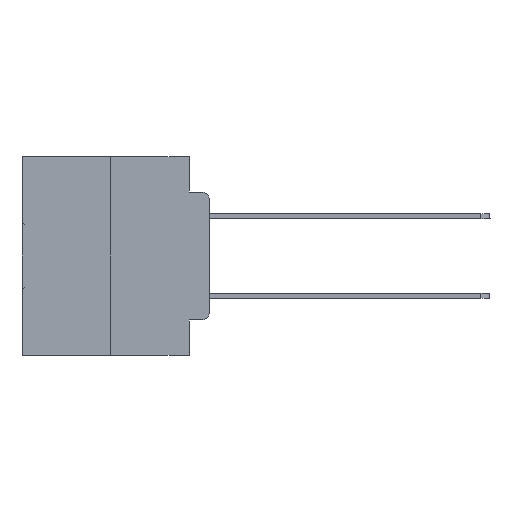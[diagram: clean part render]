
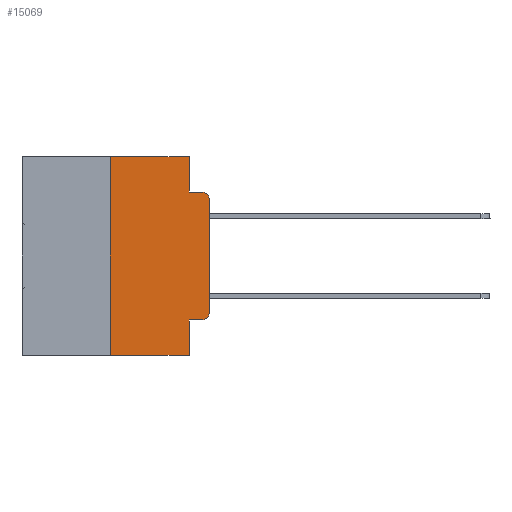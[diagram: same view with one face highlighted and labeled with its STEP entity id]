
A CAD part, left-side view. The second image highlights one B-rep face of the part: STEP entity #15069.
In plain terms, the highlighted planar face has unit normal (-1, 0, 0).
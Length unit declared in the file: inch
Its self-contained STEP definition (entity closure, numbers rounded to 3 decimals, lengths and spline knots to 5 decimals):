
#377 = EDGE_CURVE ( 'NONE', #27806, #15311, #26928, .T. ) ;
#1913 = EDGE_CURVE ( 'NONE', #23667, #16067, #4855, .T. ) ;
#2177 = CARTESIAN_POINT ( 'NONE',  ( 0., 0.051, 0. ) ) ;
#2317 = EDGE_CURVE ( 'NONE', #6938, #23667, #4431, .T. ) ;
#2799 = EDGE_CURVE ( 'NONE', #16067, #29295, #16007, .T. ) ;
#2828 = CARTESIAN_POINT ( 'NONE',  ( 0., 0.473, 0. ) ) ;
#3786 = VECTOR ( 'NONE', #22534, 39.37008 ) ;
#4201 = CARTESIAN_POINT ( 'NONE',  ( 0., 0.473, -0.5 ) ) ;
#4368 = ORIENTED_EDGE ( 'NONE', *, *, #377, .F. ) ;
#4431 = CIRCLE ( 'NONE', #9833, 0.02 ) ;
#4828 = CARTESIAN_POINT ( 'NONE',  ( 0., 0., -0.1085 ) ) ;
#4855 = LINE ( 'NONE', #8308, #8064 ) ;
#4923 = ORIENTED_EDGE ( 'NONE', *, *, #32492, .T. ) ;
#6336 = EDGE_LOOP ( 'NONE', ( #25450, #26259, #31674, #21975, #12097, #8458, #4923, #4368, #18581, #28511 ) ) ;
#6440 = FACE_OUTER_BOUND ( 'NONE', #6336, .T. ) ;
#6938 = VERTEX_POINT ( 'NONE', #15246 ) ;
#8064 = VECTOR ( 'NONE', #28533, 39.37008 ) ;
#8308 = CARTESIAN_POINT ( 'NONE',  ( 0., 0., 0. ) ) ;
#8394 = VERTEX_POINT ( 'NONE', #27857 ) ;
#8458 = ORIENTED_EDGE ( 'NONE', *, *, #17175, .F. ) ;
#8520 = DIRECTION ( 'NONE',  ( 0., 0., -1. ) ) ;
#8874 = DIRECTION ( 'NONE',  ( 0., -1., 0. ) ) ;
#9165 = EDGE_CURVE ( 'NONE', #27806, #6938, #14489, .T. ) ;
#9700 = DIRECTION ( 'NONE',  ( 0., -1., 0. ) ) ;
#9833 = AXIS2_PLACEMENT_3D ( 'NONE', #22988, #28227, #17989 ) ;
#10185 = CARTESIAN_POINT ( 'NONE',  ( 0., 0.051, -0.0885 ) ) ;
#10434 = CARTESIAN_POINT ( 'NONE',  ( 0., 0., -0.3915 ) ) ;
#10591 = LINE ( 'NONE', #11402, #23400 ) ;
#11402 = CARTESIAN_POINT ( 'NONE',  ( 0., 0.051, 0. ) ) ;
#12097 = ORIENTED_EDGE ( 'NONE', *, *, #31143, .F. ) ;
#12146 = CARTESIAN_POINT ( 'NONE',  ( 0., 0.25, 0. ) ) ;
#13325 = VECTOR ( 'NONE', #8520, 39.37008 ) ;
#13540 = VECTOR ( 'NONE', #9700, 39.37008 ) ;
#14011 = DIRECTION ( 'NONE',  ( 1., 0., 0. ) ) ;
#14121 = VECTOR ( 'NONE', #8874, 39.37008 ) ;
#14489 = LINE ( 'NONE', #16819, #18536 ) ;
#14792 = CARTESIAN_POINT ( 'NONE',  ( 0., 0.02, -0.1085 ) ) ;
#15069 = ADVANCED_FACE ( 'NONE', ( #6440 ), #27026, .F. ) ;
#15246 = CARTESIAN_POINT ( 'NONE',  ( 0., 0.02, -0.4115 ) ) ;
#15311 = VERTEX_POINT ( 'NONE', #25814 ) ;
#16007 = CIRCLE ( 'NONE', #18723, 0.02 ) ;
#16067 = VERTEX_POINT ( 'NONE', #4828 ) ;
#16699 = DIRECTION ( 'NONE',  ( 0., 0., -1. ) ) ;
#16819 = CARTESIAN_POINT ( 'NONE',  ( 0., 0.051, -0.4115 ) ) ;
#17175 = EDGE_CURVE ( 'NONE', #8394, #26933, #30198, .T. ) ;
#17989 = DIRECTION ( 'NONE',  ( 0., 0., -1. ) ) ;
#18536 = VECTOR ( 'NONE', #32214, 39.37008 ) ;
#18581 = ORIENTED_EDGE ( 'NONE', *, *, #9165, .T. ) ;
#18723 = AXIS2_PLACEMENT_3D ( 'NONE', #14792, #30222, #32801 ) ;
#20388 = VECTOR ( 'NONE', #29707, 39.37008 ) ;
#21943 = DIRECTION ( 'NONE',  ( 0., 0., -1. ) ) ;
#21975 = ORIENTED_EDGE ( 'NONE', *, *, #29840, .F. ) ;
#22534 = DIRECTION ( 'NONE',  ( 0., 0., 1. ) ) ;
#22774 = AXIS2_PLACEMENT_3D ( 'NONE', #2828, #14011, #21943 ) ;
#22988 = CARTESIAN_POINT ( 'NONE',  ( 0., 0.02, -0.3915 ) ) ;
#23389 = CARTESIAN_POINT ( 'NONE',  ( 0., 0.051, 0. ) ) ;
#23400 = VECTOR ( 'NONE', #16699, 39.37008 ) ;
#23667 = VERTEX_POINT ( 'NONE', #10434 ) ;
#24641 = CARTESIAN_POINT ( 'NONE',  ( 0., 0.473, 0. ) ) ;
#24941 = CARTESIAN_POINT ( 'NONE',  ( 0., 0.051, -0.4115 ) ) ;
#25450 = ORIENTED_EDGE ( 'NONE', *, *, #1913, .T. ) ;
#25814 = CARTESIAN_POINT ( 'NONE',  ( 0., 0.051, -0.5 ) ) ;
#25942 = LINE ( 'NONE', #32747, #13540 ) ;
#25981 = LINE ( 'NONE', #4201, #20388 ) ;
#26259 = ORIENTED_EDGE ( 'NONE', *, *, #2799, .T. ) ;
#26928 = LINE ( 'NONE', #23389, #13325 ) ;
#26933 = VERTEX_POINT ( 'NONE', #30801 ) ;
#27026 = PLANE ( 'NONE',  #22774 ) ;
#27409 = CARTESIAN_POINT ( 'NONE',  ( 0., 0.02, -0.0885 ) ) ;
#27806 = VERTEX_POINT ( 'NONE', #24941 ) ;
#27857 = CARTESIAN_POINT ( 'NONE',  ( 0., 0.25, -0.5 ) ) ;
#28095 = LINE ( 'NONE', #24641, #14121 ) ;
#28227 = DIRECTION ( 'NONE',  ( -1., 0., 0. ) ) ;
#28511 = ORIENTED_EDGE ( 'NONE', *, *, #2317, .T. ) ;
#28533 = DIRECTION ( 'NONE',  ( 0., 0., 1. ) ) ;
#28575 = VERTEX_POINT ( 'NONE', #2177 ) ;
#29295 = VERTEX_POINT ( 'NONE', #27409 ) ;
#29707 = DIRECTION ( 'NONE',  ( 0., -1., 0. ) ) ;
#29840 = EDGE_CURVE ( 'NONE', #28575, #31425, #10591, .T. ) ;
#30198 = LINE ( 'NONE', #12146, #3786 ) ;
#30222 = DIRECTION ( 'NONE',  ( -1., 0., 0. ) ) ;
#30801 = CARTESIAN_POINT ( 'NONE',  ( 0., 0.25, 0. ) ) ;
#31143 = EDGE_CURVE ( 'NONE', #26933, #28575, #28095, .T. ) ;
#31425 = VERTEX_POINT ( 'NONE', #10185 ) ;
#31674 = ORIENTED_EDGE ( 'NONE', *, *, #32973, .F. ) ;
#32214 = DIRECTION ( 'NONE',  ( 0., -1., 0. ) ) ;
#32492 = EDGE_CURVE ( 'NONE', #8394, #15311, #25981, .T. ) ;
#32747 = CARTESIAN_POINT ( 'NONE',  ( 0., 0.051, -0.0885 ) ) ;
#32801 = DIRECTION ( 'NONE',  ( 0., 0., -1. ) ) ;
#32973 = EDGE_CURVE ( 'NONE', #31425, #29295, #25942, .T. ) ;
